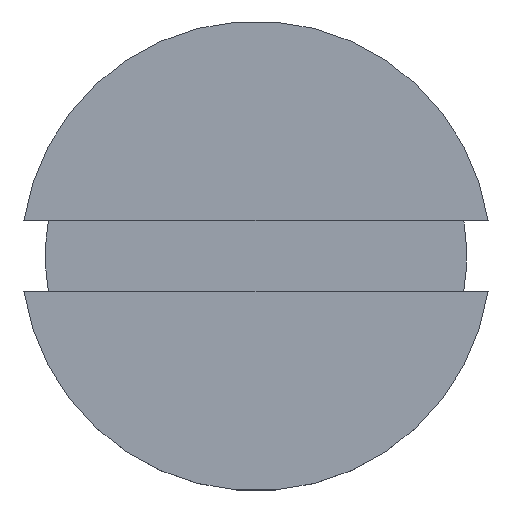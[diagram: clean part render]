
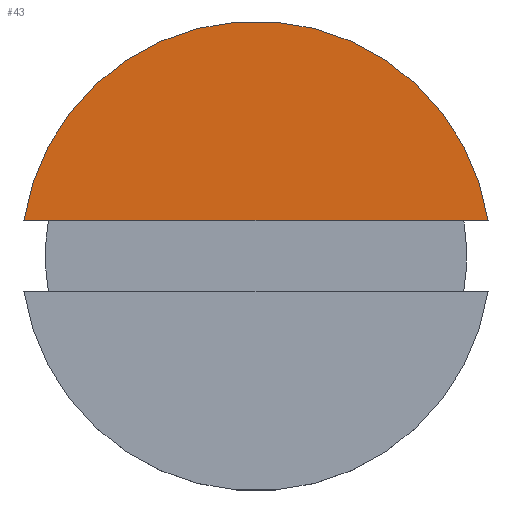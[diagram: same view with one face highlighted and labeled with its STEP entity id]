
A CAD part, top view. The second image highlights one B-rep face of the part: STEP entity #43.
In plain terms, the highlighted planar face has unit normal (0, 0, 1).
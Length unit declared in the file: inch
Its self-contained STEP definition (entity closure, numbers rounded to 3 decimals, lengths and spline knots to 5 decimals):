
#43 = ADVANCED_FACE( '', ( #87 ), #88, .F. );
#87 = FACE_OUTER_BOUND( '', #130, .T. );
#88 = PLANE( '', #131 );
#130 = EDGE_LOOP( '', ( #191, #192 ) );
#131 = AXIS2_PLACEMENT_3D( '', #193, #194, #195 );
#191 = ORIENTED_EDGE( '', *, *, #247, .F. );
#192 = ORIENTED_EDGE( '', *, *, #261, .T. );
#193 = CARTESIAN_POINT( '', ( 0., 0., 0. ) );
#194 = DIRECTION( '', ( 0., 0., -1. ) );
#195 = DIRECTION( '', ( -1., 0., 0. ) );
#247 = EDGE_CURVE( '', #284, #286, #287, .T. );
#261 = EDGE_CURVE( '', #284, #286, #306, .T. );
#284 = VERTEX_POINT( '', #333 );
#286 = VERTEX_POINT( '', #336 );
#287 = CIRCLE( '', #337, 0.22975 );
#306 = LINE( '', #371, #372 );
#333 = CARTESIAN_POINT( '', ( -0.22711, 0.03475, 0. ) );
#336 = CARTESIAN_POINT( '', ( 0.22711, 0.03475, 0. ) );
#337 = AXIS2_PLACEMENT_3D( '', #397, #398, #399 );
#371 = CARTESIAN_POINT( '', ( -0.22975, 0.03475, 0. ) );
#372 = VECTOR( '', #412, 39.37008 );
#397 = CARTESIAN_POINT( '', ( 0., 0., 0. ) );
#398 = DIRECTION( '', ( 0., 0., -1. ) );
#399 = DIRECTION( '', ( -1., 0., 0. ) );
#412 = DIRECTION( '', ( 1., 0., 0. ) );
